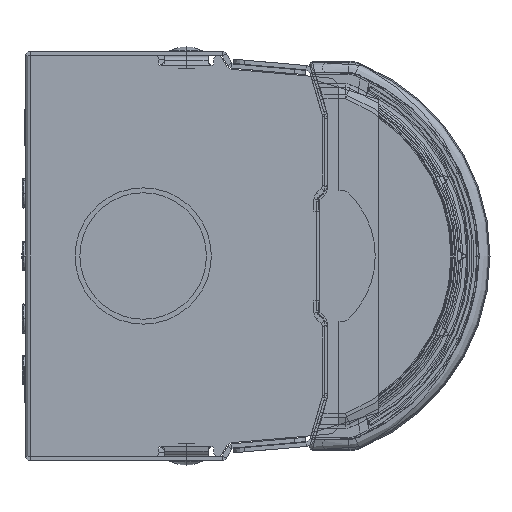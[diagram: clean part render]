
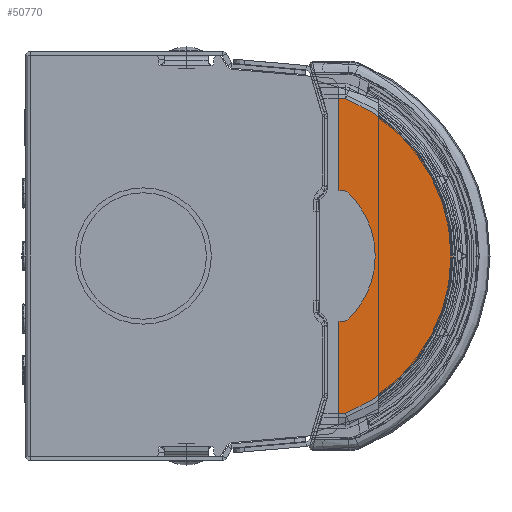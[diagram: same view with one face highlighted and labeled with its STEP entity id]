
A CAD part, left-side view. The second image highlights one B-rep face of the part: STEP entity #50770.
In plain terms, the highlighted face is planar.
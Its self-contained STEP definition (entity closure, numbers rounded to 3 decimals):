
#47574=DIRECTION('',(-0.957,-0.29,0.));
#47575=VECTOR('',#47574,2.26);
#47576=CARTESIAN_POINT('',(-25.461,-0.543,-2.5));
#47577=LINE('',#47576,#47575);
#47578=CARTESIAN_POINT('',(-24.158,-4.85,-2.5));
#47579=DIRECTION('',(0.,0.,1.));
#47580=DIRECTION('',(0.,1.,0.));
#47581=AXIS2_PLACEMENT_3D('',#47578,#47579,#47580);
#47583=DIRECTION('',(-1.,0.,0.));
#47584=VECTOR('',#47583,12.037);
#47585=CARTESIAN_POINT('',(-12.121,-0.35,-2.5));
#47586=LINE('',#47585,#47584);
#47587=CARTESIAN_POINT('',(-12.121,-2.35,-2.5));
#47588=DIRECTION('',(0.,0.,1.));
#47589=DIRECTION('',(0.707,0.707,0.));
#47590=AXIS2_PLACEMENT_3D('',#47587,#47588,#47589);
#47592=DIRECTION('',(-0.707,0.707,0.));
#47593=VECTOR('',#47592,1.086);
#47594=CARTESIAN_POINT('',(-9.939,-1.704,-2.5));
#47595=LINE('',#47594,#47593);
#47596=CARTESIAN_POINT('',(-9.586,-1.35,-2.5));
#47597=DIRECTION('',(0.,0.,-1.));
#47598=DIRECTION('',(0.,-1.,0.));
#47599=AXIS2_PLACEMENT_3D('',#47596,#47597,#47598);
#47601=DIRECTION('',(-1.,0.,0.));
#47602=VECTOR('',#47601,19.172);
#47603=CARTESIAN_POINT('',(9.586,-1.85,-2.5));
#47604=LINE('',#47603,#47602);
#47605=CARTESIAN_POINT('',(9.586,-1.35,-2.5));
#47606=DIRECTION('',(0.,0.,-1.));
#47607=DIRECTION('',(0.707,-0.707,0.));
#47608=AXIS2_PLACEMENT_3D('',#47605,#47606,#47607);
#47610=DIRECTION('',(-0.707,-0.707,0.));
#47611=VECTOR('',#47610,1.086);
#47612=CARTESIAN_POINT('',(10.707,-0.936,-2.5));
#47613=LINE('',#47612,#47611);
#47614=CARTESIAN_POINT('',(12.121,-2.35,-2.5));
#47615=DIRECTION('',(0.,0.,1.));
#47616=DIRECTION('',(0.,1.,0.));
#47617=AXIS2_PLACEMENT_3D('',#47614,#47615,#47616);
#47619=DIRECTION('',(-1.,0.,0.));
#47620=VECTOR('',#47619,12.037);
#47621=CARTESIAN_POINT('',(24.158,-0.35,-2.5));
#47622=LINE('',#47621,#47620);
#47623=CARTESIAN_POINT('',(24.158,-4.85,-2.5));
#47624=DIRECTION('',(0.,0.,1.));
#47625=DIRECTION('',(0.29,0.957,0.));
#47626=AXIS2_PLACEMENT_3D('',#47623,#47624,#47625);
#47628=DIRECTION('',(-0.957,0.29,0.));
#47629=VECTOR('',#47628,2.26);
#47630=CARTESIAN_POINT('',(27.624,-1.197,-2.5));
#47631=LINE('',#47630,#47629);
#47632=DIRECTION('',(0.,-1.,0.));
#47633=VECTOR('',#47632,4.006);
#47634=CARTESIAN_POINT('',(27.624,2.809,
-2.5));
#47635=LINE('',#47634,#47633);
#47636=CARTESIAN_POINT('',(0.,-8.3,-2.5));
#47637=DIRECTION('',(0.,0.,-1.));
#47638=DIRECTION('',(-0.928,0.373,0.));
#47639=AXIS2_PLACEMENT_3D('',#47636,#47637,#47638);
#47641=DIRECTION('',(0.,1.,0.));
#47642=VECTOR('',#47641,4.006);
#47643=CARTESIAN_POINT('',(-27.624,-1.197,-2.5));
#47644=LINE('',#47643,#47642);
#47655=CARTESIAN_POINT('',(-27.624,-1.197,-2.5));
#48479=CARTESIAN_POINT('',(-27.624,2.809,-2.5));
#48480=CARTESIAN_POINT('',(27.624,2.809,-2.5));
#48481=VERTEX_POINT('',#48479);
#48482=VERTEX_POINT('',#48480);
#48569=VERTEX_POINT('',#47655);
#48571=CARTESIAN_POINT('',(-25.461,-0.543,-2.5));
#48572=VERTEX_POINT('',#48571);
#48575=CARTESIAN_POINT('',(-12.121,-0.35,-2.5));
#48576=CARTESIAN_POINT('',(-24.158,-0.35,-2.5));
#48577=VERTEX_POINT('',#48575);
#48578=VERTEX_POINT('',#48576);
#48583=CARTESIAN_POINT('',(27.624,-1.197,-2.5));
#48584=CARTESIAN_POINT('',(25.461,-0.543,-2.5));
#48585=VERTEX_POINT('',#48583);
#48586=VERTEX_POINT('',#48584);
#48615=CARTESIAN_POINT('',(-10.707,-0.936,-2.5));
#48616=VERTEX_POINT('',#48615);
#48619=CARTESIAN_POINT('',(-9.939,-1.704,-2.5));
#48620=VERTEX_POINT('',#48619);
#48623=CARTESIAN_POINT('',(-9.586,-1.85,-2.5));
#48624=VERTEX_POINT('',#48623);
#48627=CARTESIAN_POINT('',(9.586,-1.85,-2.5));
#48628=VERTEX_POINT('',#48627);
#48631=CARTESIAN_POINT('',(9.939,-1.704,-2.5));
#48632=VERTEX_POINT('',#48631);
#48635=CARTESIAN_POINT('',(10.707,-0.936,-2.5));
#48636=VERTEX_POINT('',#48635);
#48639=CARTESIAN_POINT('',(12.121,-0.35,-2.5));
#48640=VERTEX_POINT('',#48639);
#48643=CARTESIAN_POINT('',(24.158,-0.35,-2.5));
#48644=VERTEX_POINT('',#48643);
#50732=CARTESIAN_POINT('',(0.,0.,-2.5));
#50733=DIRECTION('',(0.,0.,-1.));
#50734=DIRECTION('',(-1.,0.,0.));
#50735=AXIS2_PLACEMENT_3D('',#50732,#50733,#50734);
#50736=PLANE('',#50735);
#50738=ORIENTED_EDGE('',*,*,#50737,.F.);
#50740=ORIENTED_EDGE('',*,*,#50739,.F.);
#50742=ORIENTED_EDGE('',*,*,#50741,.F.);
#50744=ORIENTED_EDGE('',*,*,#50743,.F.);
#50746=ORIENTED_EDGE('',*,*,#50745,.F.);
#50748=ORIENTED_EDGE('',*,*,#50747,.F.);
#50750=ORIENTED_EDGE('',*,*,#50749,.F.);
#50752=ORIENTED_EDGE('',*,*,#50751,.F.);
#50754=ORIENTED_EDGE('',*,*,#50753,.F.);
#50756=ORIENTED_EDGE('',*,*,#50755,.F.);
#50758=ORIENTED_EDGE('',*,*,#50757,.F.);
#50760=ORIENTED_EDGE('',*,*,#50759,.F.);
#50762=ORIENTED_EDGE('',*,*,#50761,.F.);
#50764=ORIENTED_EDGE('',*,*,#50763,.F.);
#50765=ORIENTED_EDGE('',*,*,#50720,.F.);
#50767=ORIENTED_EDGE('',*,*,#50766,.F.);
#50768=EDGE_LOOP('',(#50738,#50740,#50742,#50744,#50746,#50748,#50750,#50752,
#50754,#50756,#50758,#50760,#50762,#50764,#50765,#50767));
#50769=FACE_OUTER_BOUND('',#50768,.F.);
#50770=ADVANCED_FACE('',(#50769),#50736,.T.);
#47582=CIRCLE('',#47581,4.5);
#47591=CIRCLE('',#47590,2.);
#47600=CIRCLE('',#47599,0.5);
#47609=CIRCLE('',#47608,0.5);
#47618=CIRCLE('',#47617,2.);
#47627=CIRCLE('',#47626,4.5);
#47640=CIRCLE('',#47639,29.774);
#50720=EDGE_CURVE('',#48481,#48482,#47640,.T.);
#50737=EDGE_CURVE('',#48572,#48569,#47577,.T.);
#50739=EDGE_CURVE('',#48578,#48572,#47582,.T.);
#50741=EDGE_CURVE('',#48577,#48578,#47586,.T.);
#50743=EDGE_CURVE('',#48616,#48577,#47591,.T.);
#50745=EDGE_CURVE('',#48620,#48616,#47595,.T.);
#50747=EDGE_CURVE('',#48624,#48620,#47600,.T.);
#50749=EDGE_CURVE('',#48628,#48624,#47604,.T.);
#50751=EDGE_CURVE('',#48632,#48628,#47609,.T.);
#50753=EDGE_CURVE('',#48636,#48632,#47613,.T.);
#50755=EDGE_CURVE('',#48640,#48636,#47618,.T.);
#50757=EDGE_CURVE('',#48644,#48640,#47622,.T.);
#50759=EDGE_CURVE('',#48586,#48644,#47627,.T.);
#50761=EDGE_CURVE('',#48585,#48586,#47631,.T.);
#50763=EDGE_CURVE('',#48482,#48585,#47635,.T.);
#50766=EDGE_CURVE('',#48569,#48481,#47644,.T.);
